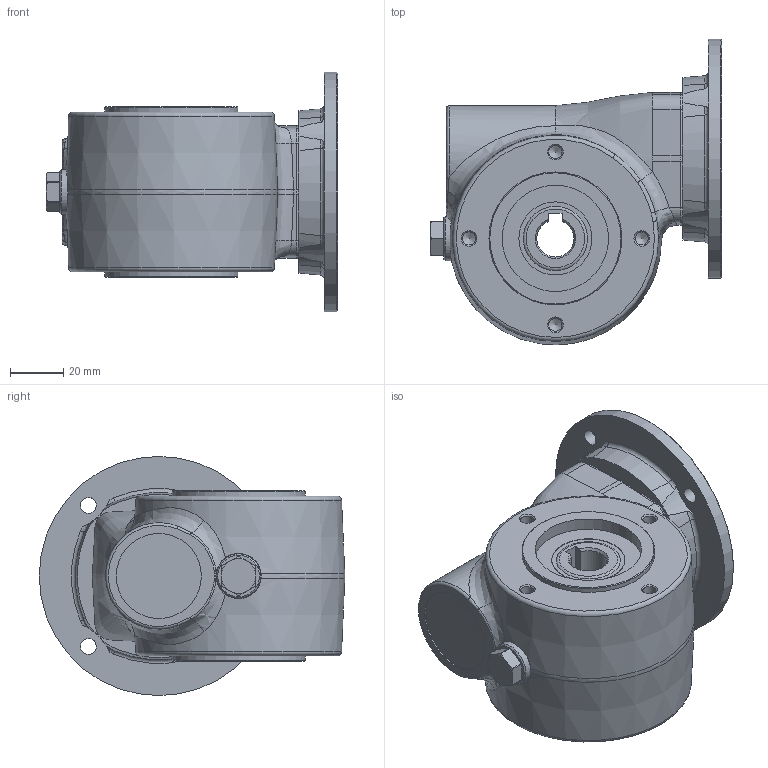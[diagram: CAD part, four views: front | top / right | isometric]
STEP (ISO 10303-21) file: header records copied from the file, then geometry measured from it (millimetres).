
FILE_DESCRIPTION(/* description */ ('Unknown'),/* implementation_level */ '2;1');
FILE_NAME(/* name */ '_P_N30_UNI_N_xxx_0_MA_I_N_N_-P_B3_-B_',/* time_stamp */ '2025-09-10T11:47:05+02:00',/* author */ ('Unknown'),/* organization */ ('Unknown'),/* preprocessor_version */ 'ST-DEVELOPER v18.104',/* originating_system */ 'Solid Edge',/* authorisation */ 'Unknown');
FILE_SCHEMA (('AUTOMOTIVE_DESIGN {1 0 10303 214 3 1 1}'));
Length unit declared in the file: millimetre
Products named in the file (6): _P_N30_UNI_N_xxx_0_MA_I_N_N_-P_B3_-B_; _B_N30_UNI_N_xxx_0_MA_; I304045; VTBIM06x14; 0305091P
Assembly tree (8 placements, depth 3):
  _P_N30_UNI_N_xxx_0_MA_I_N_N_-P_B3_-B_
    _B_N30_UNI_N_xxx_0_MA_
    I304045
      I304045
      VTBIM06x14  x4
    0305091P
Bounding box: 109.5 x 114.96 x 90 mm (x, y, z)
Volume: 393751.2 mm3; surface area: 60834.4 mm2
Topology: 7 solids, 7 shells, 331 faces, 819 edges, 527 vertices
Faces by surface type: plane 110, cylinder 85, cone 69, bspline 41, torus 26
Full cylindrical faces by diameter (mm): 4.917 x12, 6 x8, 6.5 x4, 10 x4, 11 x4, 12 x1, 16.662 x1, 17 x2, 20 x2, 24 x1, 27.5 x2, 30 x1, 32 x1, 37 x2, 40 x1, 47 x1, 50 x2, 90 x1
Entity records: 12442 total; most frequent: CARTESIAN_POINT 5068, DIRECTION 1188, ORIENTED_EDGE 1146, EDGE_CURVE 573, AXIS2_PLACEMENT_3D 527, FACE_BOUND 427, EDGE_LOOP 415, VERTEX_POINT 414
